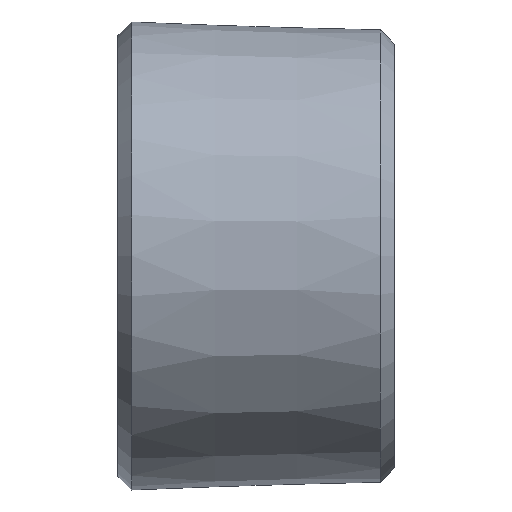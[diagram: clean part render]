
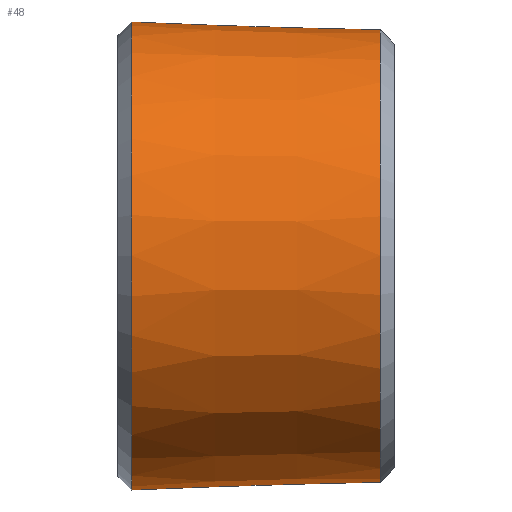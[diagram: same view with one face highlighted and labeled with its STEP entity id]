
A CAD part, top view. The second image highlights one B-rep face of the part: STEP entity #48.
In plain terms, the highlighted conical face has half-angle 1.8 degrees and reference radius 8.472 mm.
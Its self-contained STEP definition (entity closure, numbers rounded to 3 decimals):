
#48 = ADVANCED_FACE( '', ( #96, #97 ), #98, .T. );
#96 = FACE_BOUND( '', #143, .T. );
#97 = FACE_OUTER_BOUND( '', #144, .T. );
#98 = CONICAL_SURFACE( '', #145, 8.472, 0.031 );
#143 = EDGE_LOOP( '', ( #208 ) );
#144 = EDGE_LOOP( '', ( #209 ) );
#145 = AXIS2_PLACEMENT_3D( '', #210, #211, #212 );
#208 = ORIENTED_EDGE( '', *, *, #259, .F. );
#209 = ORIENTED_EDGE( '', *, *, #278, .T. );
#210 = CARTESIAN_POINT( '', ( 0.5, 0., 0. ) );
#211 = DIRECTION( '', ( -1., 0., 0. ) );
#212 = DIRECTION( '', ( 0., 0., 1. ) );
#259 = EDGE_CURVE( '', #294, #294, #295, .T. );
#278 = EDGE_CURVE( '', #324, #324, #325, .T. );
#294 = VERTEX_POINT( '', #344 );
#295 = CIRCLE( '', #345, 8.19 );
#324 = VERTEX_POINT( '', #387 );
#325 = CIRCLE( '', #388, 8.472 );
#344 = CARTESIAN_POINT( '', ( 9.5, 0., -8.19 ) );
#345 = AXIS2_PLACEMENT_3D( '', #411, #412, #413 );
#387 = CARTESIAN_POINT( '', ( 0.5, 0., -8.472 ) );
#388 = AXIS2_PLACEMENT_3D( '', #427, #428, #429 );
#411 = CARTESIAN_POINT( '', ( 9.5, 0., 0. ) );
#412 = DIRECTION( '', ( 1., 0., 0. ) );
#413 = DIRECTION( '', ( 0., 0., -1. ) );
#427 = CARTESIAN_POINT( '', ( 0.5, 0., 0. ) );
#428 = DIRECTION( '', ( 1., 0., 0. ) );
#429 = DIRECTION( '', ( 0., 0., -1. ) );
